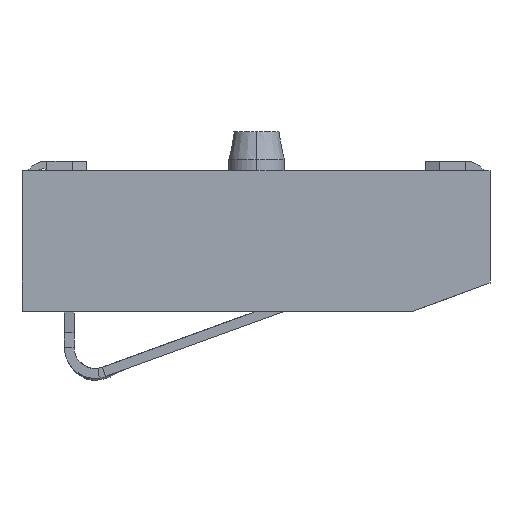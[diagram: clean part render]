
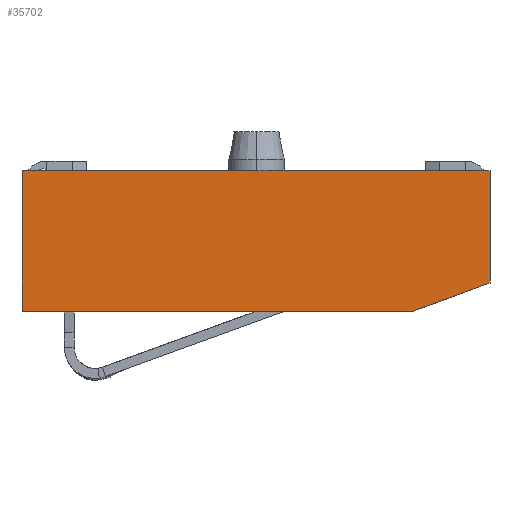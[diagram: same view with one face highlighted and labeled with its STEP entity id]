
A CAD part, left-side view. The second image highlights one B-rep face of the part: STEP entity #35702.
In plain terms, the highlighted planar face has unit normal (-1, 0, 0).
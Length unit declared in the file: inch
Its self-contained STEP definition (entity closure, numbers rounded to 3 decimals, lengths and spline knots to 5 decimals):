
#29=DIRECTION('',(0.,-1.,0.));
#30=VECTOR('',#29,0.27905);
#31=CARTESIAN_POINT('',(-0.3485,0.1863,-0.05));
#32=LINE('',#31,#30);
#1245=DIRECTION('',(0.,-1.,0.));
#1246=VECTOR('',#1245,0.334);
#1247=CARTESIAN_POINT('',(-0.3485,0.1863,0.05));
#1248=LINE('',#1247,#1246);
#3422=DIRECTION('',(0.,0.,1.));
#3423=VECTOR('',#3422,0.08);
#3424=CARTESIAN_POINT('',(-0.3485,-0.1477,-0.03));
#3425=LINE('',#3424,#3423);
#14342=DIRECTION('',(0.,-0.94,0.342));
#14343=VECTOR('',#14342,0.05848);
#14344=CARTESIAN_POINT('',(-0.3485,-0.09275,-0.05));
#14345=LINE('',#14344,#14343);
#14349=DIRECTION('',(0.,0.,1.));
#14350=VECTOR('',#14349,0.1);
#14351=CARTESIAN_POINT('',(-0.3485,0.1863,-0.05));
#14352=LINE('',#14351,#14350);
#19098=CARTESIAN_POINT('',(-0.3485,0.1863,0.05));
#19099=CARTESIAN_POINT('',(-0.3485,-0.1477,0.05));
#19100=VERTEX_POINT('',#19098);
#19101=VERTEX_POINT('',#19099);
#19102=CARTESIAN_POINT('',(-0.3485,0.1863,-0.05));
#19103=VERTEX_POINT('',#19102);
#19108=CARTESIAN_POINT('',(-0.3485,-0.09275,-0.05));
#19109=CARTESIAN_POINT('',(-0.3485,-0.1477,-0.03));
#19110=VERTEX_POINT('',#19108);
#19111=VERTEX_POINT('',#19109);
#35690=CARTESIAN_POINT('',(-0.3485,0.1863,-0.05));
#35691=DIRECTION('',(-1.,0.,0.));
#35692=DIRECTION('',(0.,-1.,0.));
#35693=AXIS2_PLACEMENT_3D('',#35690,#35691,#35692);
#35694=PLANE('',#35693);
#35695=ORIENTED_EDGE('',*,*,#35588,.F.);
#35696=ORIENTED_EDGE('',*,*,#22194,.F.);
#35697=ORIENTED_EDGE('',*,*,#23972,.T.);
#35698=ORIENTED_EDGE('',*,*,#22856,.T.);
#35699=ORIENTED_EDGE('',*,*,#24254,.F.);
#35700=EDGE_LOOP('',(#35695,#35696,#35697,#35698,#35699));
#35701=FACE_OUTER_BOUND('',#35700,.F.);
#22194=EDGE_CURVE('',#19103,#19110,#32,.T.);
#22856=EDGE_CURVE('',#19100,#19101,#1248,.T.);
#23972=EDGE_CURVE('',#19103,#19100,#14352,.T.);
#24254=EDGE_CURVE('',#19111,#19101,#3425,.T.);
#35588=EDGE_CURVE('',#19110,#19111,#14345,.T.);
#35702=ADVANCED_FACE('',(#35701),#35694,.T.);
